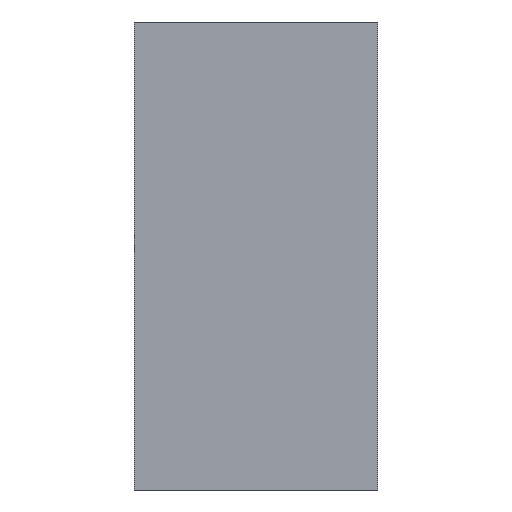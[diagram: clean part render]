
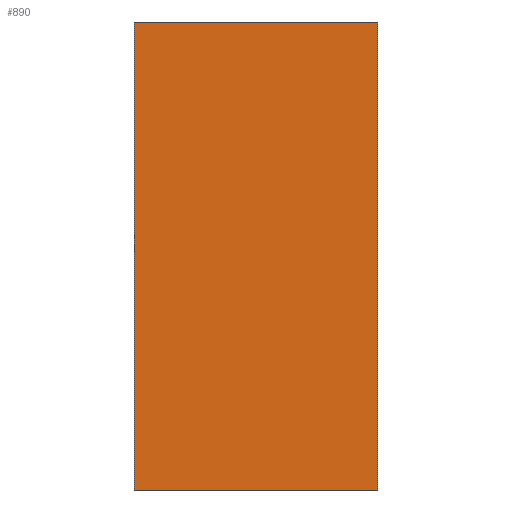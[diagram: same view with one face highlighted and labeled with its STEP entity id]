
A CAD part, left-side view. The second image highlights one B-rep face of the part: STEP entity #890.
In plain terms, the highlighted planar face has unit normal (-1, 0, 0).
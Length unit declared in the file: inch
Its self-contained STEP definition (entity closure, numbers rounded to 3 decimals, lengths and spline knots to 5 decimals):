
#870 = EDGE_CURVE ( 'NONE', #897, #895, #4074, .T. ) ;
#871 = ORIENTED_EDGE ( 'NONE', *, *, #872, .F. ) ;
#872 = EDGE_CURVE ( 'NONE', #873, #897, #4070, .T. ) ;
#873 = VERTEX_POINT ( 'NONE', #4066 ) ;
#874 = ORIENTED_EDGE ( 'NONE', *, *, #875, .T. ) ;
#875 = EDGE_CURVE ( 'NONE', #873, #894, #4093, .T. ) ;
#890 = ADVANCED_FACE ( 'NONE', ( #4128 ), #4122, .F. ) ;
#891 = EDGE_LOOP ( 'NONE', ( #892, #896, #871, #874 ) ) ;
#892 = ORIENTED_EDGE ( 'NONE', *, *, #893, .T. ) ;
#893 = EDGE_CURVE ( 'NONE', #894, #895, #4117, .T. ) ;
#894 = VERTEX_POINT ( 'NONE', #4108 ) ;
#895 = VERTEX_POINT ( 'NONE', #4107 ) ;
#896 = ORIENTED_EDGE ( 'NONE', *, *, #870, .F. ) ;
#897 = VERTEX_POINT ( 'NONE', #4106 ) ;
#4066 = CARTESIAN_POINT ( 'NONE',  ( -11.66446, 9.5, -9.11849 ) ) ;
#4067 = DIRECTION ( 'NONE',  ( 0., 0., 1. ) ) ;
#4068 = VECTOR ( 'NONE', #4067, 39.37008 ) ;
#4069 = CARTESIAN_POINT ( 'NONE',  ( -11.66446, 9.5, 9.11849 ) ) ;
#4070 = LINE ( 'NONE', #4069, #4068 ) ;
#4071 = DIRECTION ( 'NONE',  ( 0., -1., 0. ) ) ;
#4072 = VECTOR ( 'NONE', #4071, 39.37008 ) ;
#4073 = CARTESIAN_POINT ( 'NONE',  ( -11.66446, 9.5, 9.11849 ) ) ;
#4074 = LINE ( 'NONE', #4073, #4072 ) ;
#4090 = DIRECTION ( 'NONE',  ( 0., -1., 0. ) ) ;
#4091 = VECTOR ( 'NONE', #4090, 39.37008 ) ;
#4092 = CARTESIAN_POINT ( 'NONE',  ( -11.66446, 9.5, -9.11849 ) ) ;
#4093 = LINE ( 'NONE', #4092, #4091 ) ;
#4106 = CARTESIAN_POINT ( 'NONE',  ( -11.66446, 9.5, 9.11849 ) ) ;
#4107 = CARTESIAN_POINT ( 'NONE',  ( -11.66446, 0., 9.11849 ) ) ;
#4108 = CARTESIAN_POINT ( 'NONE',  ( -11.66446, 0., -9.11849 ) ) ;
#4114 = DIRECTION ( 'NONE',  ( 0., 0., 1. ) ) ;
#4115 = VECTOR ( 'NONE', #4114, 39.37008 ) ;
#4116 = CARTESIAN_POINT ( 'NONE',  ( -11.66446, 0., 9.11849 ) ) ;
#4117 = LINE ( 'NONE', #4116, #4115 ) ;
#4118 = DIRECTION ( 'NONE',  ( 0., 0., -1. ) ) ;
#4119 = DIRECTION ( 'NONE',  ( 1., 0., 0. ) ) ;
#4120 = CARTESIAN_POINT ( 'NONE',  ( -11.66446, 9.5, 9.11849 ) ) ;
#4121 = AXIS2_PLACEMENT_3D ( 'NONE', #4120, #4119, #4118 ) ;
#4122 = PLANE ( 'NONE',  #4121 ) ;
#4128 = FACE_OUTER_BOUND ( 'NONE', #891, .T. ) ;
